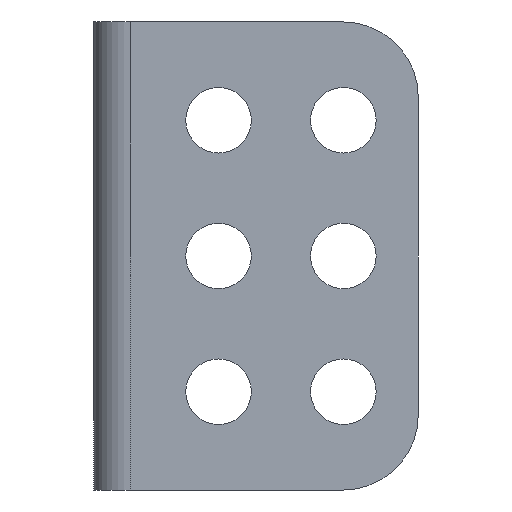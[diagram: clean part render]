
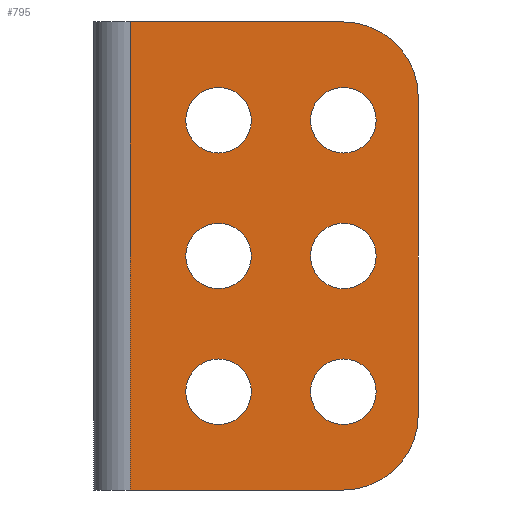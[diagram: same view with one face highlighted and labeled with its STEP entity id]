
A CAD part, left-side view. The second image highlights one B-rep face of the part: STEP entity #795.
In plain terms, the highlighted planar face has unit normal (-1, 0, 0).
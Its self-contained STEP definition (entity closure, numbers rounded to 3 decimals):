
#26=LINE('',#1213,#80);
#27=LINE('',#1217,#81);
#28=LINE('',#1221,#82);
#29=LINE('',#1222,#83);
#80=VECTOR('',#966,13.66);
#81=VECTOR('',#969,20.4);
#82=VECTOR('',#972,13.66);
#83=VECTOR('',#973,30.);
#124=PLANE('',#847);
#148=FACE_BOUND('',#245,.T.);
#149=FACE_BOUND('',#246,.T.);
#150=FACE_BOUND('',#247,.T.);
#151=FACE_BOUND('',#248,.T.);
#152=FACE_BOUND('',#249,.T.);
#153=FACE_BOUND('',#250,.T.);
#194=FACE_OUTER_BOUND('',#244,.T.);
#244=EDGE_LOOP('',(#580,#581,#582,#583,#584,#585));
#245=EDGE_LOOP('',(#586));
#246=EDGE_LOOP('',(#587));
#247=EDGE_LOOP('',(#588));
#248=EDGE_LOOP('',(#589));
#249=EDGE_LOOP('',(#590));
#250=EDGE_LOOP('',(#591));
#332=CIRCLE('',#848,4.8);
#333=CIRCLE('',#849,4.8);
#334=CIRCLE('',#850,2.1);
#335=CIRCLE('',#851,2.1);
#336=CIRCLE('',#852,2.1);
#337=CIRCLE('',#853,2.1);
#338=CIRCLE('',#854,2.1);
#339=CIRCLE('',#855,2.1);
#393=VERTEX_POINT('',#1211);
#394=VERTEX_POINT('',#1212);
#395=VERTEX_POINT('',#1214);
#396=VERTEX_POINT('',#1216);
#397=VERTEX_POINT('',#1218);
#398=VERTEX_POINT('',#1220);
#399=VERTEX_POINT('',#1223);
#400=VERTEX_POINT('',#1225);
#401=VERTEX_POINT('',#1227);
#402=VERTEX_POINT('',#1229);
#403=VERTEX_POINT('',#1231);
#404=VERTEX_POINT('',#1233);
#473=EDGE_CURVE('',#393,#394,#26,.T.);
#474=EDGE_CURVE('',#394,#395,#332,.T.);
#475=EDGE_CURVE('',#396,#395,#27,.T.);
#476=EDGE_CURVE('',#396,#397,#333,.T.);
#477=EDGE_CURVE('',#397,#398,#28,.T.);
#478=EDGE_CURVE('',#393,#398,#29,.T.);
#479=EDGE_CURVE('',#399,#399,#334,.T.);
#480=EDGE_CURVE('',#400,#400,#335,.T.);
#481=EDGE_CURVE('',#401,#401,#336,.T.);
#482=EDGE_CURVE('',#402,#402,#337,.T.);
#483=EDGE_CURVE('',#403,#403,#338,.T.);
#484=EDGE_CURVE('',#404,#404,#339,.T.);
#580=ORIENTED_EDGE('',*,*,#473,.T.);
#581=ORIENTED_EDGE('',*,*,#474,.T.);
#582=ORIENTED_EDGE('',*,*,#475,.F.);
#583=ORIENTED_EDGE('',*,*,#476,.T.);
#584=ORIENTED_EDGE('',*,*,#477,.T.);
#585=ORIENTED_EDGE('',*,*,#478,.F.);
#586=ORIENTED_EDGE('',*,*,#479,.T.);
#587=ORIENTED_EDGE('',*,*,#480,.T.);
#588=ORIENTED_EDGE('',*,*,#481,.T.);
#589=ORIENTED_EDGE('',*,*,#482,.T.);
#590=ORIENTED_EDGE('',*,*,#483,.T.);
#591=ORIENTED_EDGE('',*,*,#484,.T.);
#795=ADVANCED_FACE('',(#194,#148,#149,#150,#151,#152,#153),#124,.T.);
#847=AXIS2_PLACEMENT_3D('',#1210,#964,#965);
#848=AXIS2_PLACEMENT_3D('',#1215,#967,#968);
#849=AXIS2_PLACEMENT_3D('',#1219,#970,#971);
#850=AXIS2_PLACEMENT_3D('',#1224,#974,#975);
#851=AXIS2_PLACEMENT_3D('',#1226,#976,#977);
#852=AXIS2_PLACEMENT_3D('',#1228,#978,#979);
#853=AXIS2_PLACEMENT_3D('',#1230,#980,#981);
#854=AXIS2_PLACEMENT_3D('',#1232,#982,#983);
#855=AXIS2_PLACEMENT_3D('',#1234,#984,#985);
#964=DIRECTION('center_axis',(-1.,0.,0.));
#965=DIRECTION('ref_axis',(0.,0.,1.));
#966=DIRECTION('',(0.,-1.,0.));
#967=DIRECTION('center_axis',(-1.,0.,0.));
#968=DIRECTION('ref_axis',(0.,0.,-1.));
#969=DIRECTION('',(0.,0.,-1.));
#970=DIRECTION('center_axis',(-1.,0.,0.));
#971=DIRECTION('ref_axis',(0.,-1.,0.));
#972=DIRECTION('',(0.,1.,0.));
#973=DIRECTION('',(0.,0.,1.));
#974=DIRECTION('center_axis',(1.,0.,0.));
#975=DIRECTION('ref_axis',(0.,1.,0.));
#976=DIRECTION('center_axis',(1.,0.,0.));
#977=DIRECTION('ref_axis',(0.,1.,0.));
#978=DIRECTION('center_axis',(1.,0.,0.));
#979=DIRECTION('ref_axis',(0.,1.,0.));
#980=DIRECTION('center_axis',(1.,0.,0.));
#981=DIRECTION('ref_axis',(0.,1.,0.));
#982=DIRECTION('center_axis',(1.,0.,0.));
#983=DIRECTION('ref_axis',(0.,1.,0.));
#984=DIRECTION('center_axis',(1.,0.,0.));
#985=DIRECTION('ref_axis',(0.,1.,0.));
#1210=CARTESIAN_POINT('Origin',(-47.952,-1.6,22.498));
#1211=CARTESIAN_POINT('',(-47.952,-2.34,20.298));
#1212=CARTESIAN_POINT('',(-47.952,-16.,20.298));
#1213=CARTESIAN_POINT('',(-47.952,-2.34,20.298));
#1214=CARTESIAN_POINT('',(-47.952,-20.8,25.098));
#1215=CARTESIAN_POINT('Origin',(-47.952,-16.,25.098));
#1216=CARTESIAN_POINT('',(-47.952,-20.8,45.498));
#1217=CARTESIAN_POINT('',(-47.952,-20.8,45.498));
#1218=CARTESIAN_POINT('',(-47.952,-16.,50.298));
#1219=CARTESIAN_POINT('Origin',(-47.952,-16.,45.498));
#1220=CARTESIAN_POINT('',(-47.952,-2.34,50.298));
#1221=CARTESIAN_POINT('',(-47.952,-16.,50.298));
#1222=CARTESIAN_POINT('',(-47.952,-2.34,20.298));
#1223=CARTESIAN_POINT('',(-47.952,-13.9,26.598));
#1224=CARTESIAN_POINT('Origin',(-47.952,-16.,26.598));
#1225=CARTESIAN_POINT('',(-47.952,-18.1,35.298));
#1226=CARTESIAN_POINT('Origin',(-47.952,-16.,35.298));
#1227=CARTESIAN_POINT('',(-47.952,-18.1,43.998));
#1228=CARTESIAN_POINT('Origin',(-47.952,-16.,43.998));
#1229=CARTESIAN_POINT('',(-47.952,-10.1,43.998));
#1230=CARTESIAN_POINT('Origin',(-47.952,-8.,43.998));
#1231=CARTESIAN_POINT('',(-47.952,-10.1,26.598));
#1232=CARTESIAN_POINT('Origin',(-47.952,-8.,26.598));
#1233=CARTESIAN_POINT('',(-47.952,-5.9,35.298));
#1234=CARTESIAN_POINT('Origin',(-47.952,-8.,35.298));
